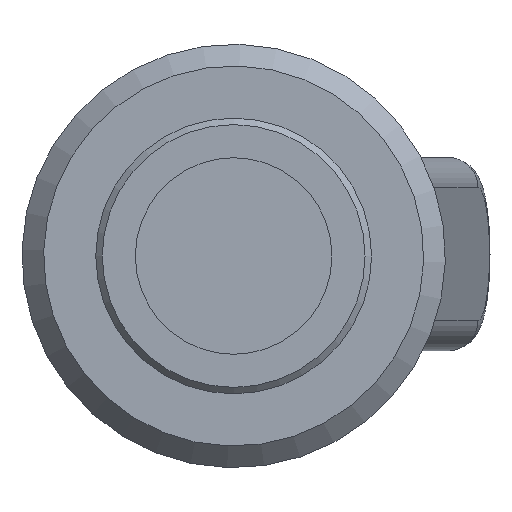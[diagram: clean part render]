
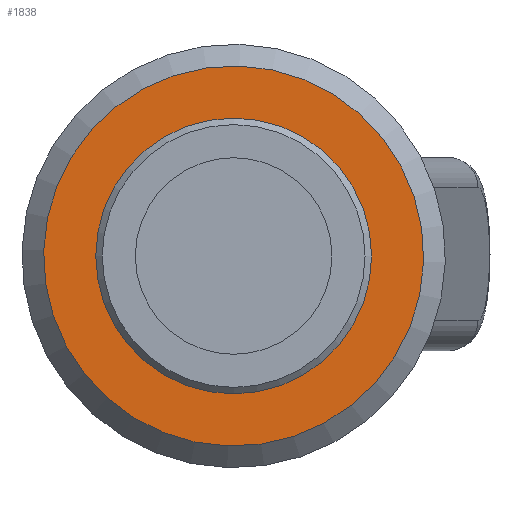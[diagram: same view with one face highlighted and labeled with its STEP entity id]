
A CAD part, left-side view. The second image highlights one B-rep face of the part: STEP entity #1838.
In plain terms, the highlighted planar face has unit normal (-1, 0, 0).
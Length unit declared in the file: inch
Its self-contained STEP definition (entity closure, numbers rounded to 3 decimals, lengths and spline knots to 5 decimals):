
#396=PLANE('',#2019);
#443=FACE_BOUND('',#702,.T.);
#549=FACE_OUTER_BOUND('',#701,.T.);
#701=EDGE_LOOP('',(#1558));
#702=EDGE_LOOP('',(#1559));
#842=CIRCLE('',#2020,0.875);
#843=CIRCLE('',#2021,0.635);
#994=VERTEX_POINT('',#3266);
#995=VERTEX_POINT('',#3268);
#1200=EDGE_CURVE('',#994,#994,#842,.T.);
#1201=EDGE_CURVE('',#995,#995,#843,.T.);
#1558=ORIENTED_EDGE('',*,*,#1200,.F.);
#1559=ORIENTED_EDGE('',*,*,#1201,.F.);
#1838=ADVANCED_FACE('',(#549,#443),#396,.T.);
#2019=AXIS2_PLACEMENT_3D('',#3265,#2440,#2441);
#2020=AXIS2_PLACEMENT_3D('',#3267,#2442,#2443);
#2021=AXIS2_PLACEMENT_3D('',#3269,#2444,#2445);
#2440=DIRECTION('center_axis',(-1.,0.,0.));
#2441=DIRECTION('ref_axis',(0.,0.314,0.95));
#2442=DIRECTION('center_axis',(1.,0.,0.));
#2443=DIRECTION('ref_axis',(0.,0.95,-0.314));
#2444=DIRECTION('center_axis',(-1.,0.,0.));
#2445=DIRECTION('ref_axis',(0.,-1.,0.));
#3265=CARTESIAN_POINT('Origin',(0.27071,0.41543,-0.13721));
#3266=CARTESIAN_POINT('',(0.27071,0.83085,-0.27442));
#3267=CARTESIAN_POINT('Origin',(0.27071,0.,0.));
#3268=CARTESIAN_POINT('',(0.27071,0.635,0.));
#3269=CARTESIAN_POINT('Origin',(0.27071,0.,0.));
